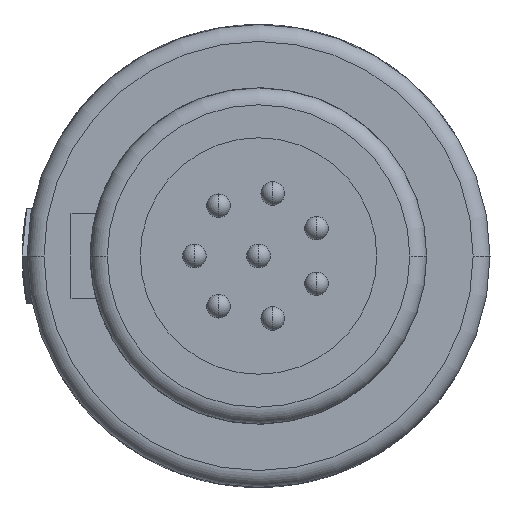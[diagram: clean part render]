
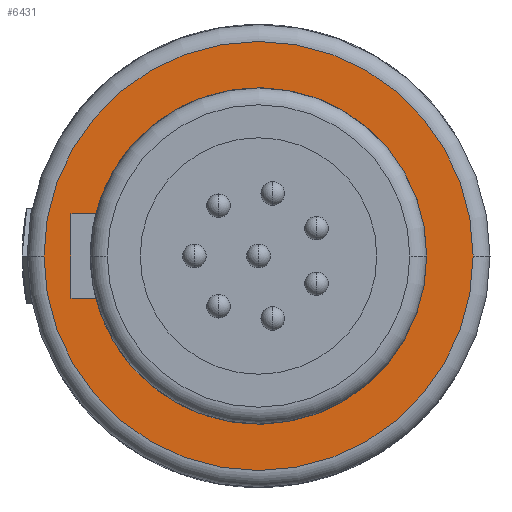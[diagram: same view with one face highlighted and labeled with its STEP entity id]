
A CAD part, left-side view. The second image highlights one B-rep face of the part: STEP entity #6431.
In plain terms, the highlighted planar face has unit normal (-1, 0, 0).
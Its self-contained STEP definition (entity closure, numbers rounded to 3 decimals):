
#1902=CARTESIAN_POINT('',(-6.7,0.,0.));
#1903=DIRECTION('',(-1.,0.,0.));
#1904=DIRECTION('',(0.,-1.,0.));
#1905=AXIS2_PLACEMENT_3D('',#1902,#1903,#1904);
#1907=CARTESIAN_POINT('',(-6.7,0.,0.));
#1908=DIRECTION('',(-1.,0.,0.));
#1909=DIRECTION('',(0.,1.,0.));
#1910=AXIS2_PLACEMENT_3D('',#1907,#1908,#1909);
#1912=DIRECTION('',(0.,1.,0.));
#1913=VECTOR('',#1912,0.735);
#1914=CARTESIAN_POINT('',(-6.7,4.815,-1.25));
#1915=LINE('',#1914,#1913);
#1916=DIRECTION('',(0.,1.,0.));
#1917=VECTOR('',#1916,0.735);
#1918=CARTESIAN_POINT('',(-6.7,4.815,1.25));
#1919=LINE('',#1918,#1917);
#1920=DIRECTION('',(0.,0.,1.));
#1921=VECTOR('',#1920,2.5);
#1922=CARTESIAN_POINT('',(-6.7,5.55,-1.25));
#1923=LINE('',#1922,#1921);
#1953=CARTESIAN_POINT('',(-6.7,0.,0.));
#1954=DIRECTION('',(1.,0.,0.));
#1955=DIRECTION('',(0.,0.968,0.251));
#1956=AXIS2_PLACEMENT_3D('',#1953,#1954,#1955);
#1990=CARTESIAN_POINT('',(-6.7,0.,0.));
#1991=DIRECTION('',(-1.,0.,0.));
#1992=DIRECTION('',(0.,0.968,-0.251));
#1993=AXIS2_PLACEMENT_3D('',#1990,#1991,#1992);
#3362=CARTESIAN_POINT('',(-6.7,-6.35,0.));
#3363=CARTESIAN_POINT('',(-6.7,6.35,0.));
#3364=VERTEX_POINT('',#3362);
#3365=VERTEX_POINT('',#3363);
#3378=CARTESIAN_POINT('',(-6.7,-4.975,0.));
#3379=VERTEX_POINT('',#3378);
#3794=CARTESIAN_POINT('',(-6.7,5.55,-1.25));
#3795=VERTEX_POINT('',#3794);
#3798=CARTESIAN_POINT('',(-6.7,5.55,1.25));
#3799=VERTEX_POINT('',#3798);
#3910=CARTESIAN_POINT('',(-6.7,4.815,-1.25));
#3911=VERTEX_POINT('',#3910);
#3912=CARTESIAN_POINT('',(-6.7,4.815,1.25));
#3913=VERTEX_POINT('',#3912);
#6409=CARTESIAN_POINT('',(-6.7,0.,0.));
#6410=DIRECTION('',(1.,0.,0.));
#6411=DIRECTION('',(0.,-1.,0.));
#6412=AXIS2_PLACEMENT_3D('',#6409,#6410,#6411);
#6413=PLANE('',#6412);
#6415=ORIENTED_EDGE('',*,*,#6414,.F.);
#6416=ORIENTED_EDGE('',*,*,#6392,.F.);
#6417=EDGE_LOOP('',(#6415,#6416));
#6418=FACE_OUTER_BOUND('',#6417,.F.);
#6420=ORIENTED_EDGE('',*,*,#6419,.F.);
#6422=ORIENTED_EDGE('',*,*,#6421,.T.);
#6424=ORIENTED_EDGE('',*,*,#6423,.F.);
#6426=ORIENTED_EDGE('',*,*,#6425,.T.);
#6428=ORIENTED_EDGE('',*,*,#6427,.F.);
#6429=EDGE_LOOP('',(#6420,#6422,#6424,#6426,#6428));
#6430=FACE_BOUND('',#6429,.F.);
#1906=CIRCLE('',#1905,6.35);
#1911=CIRCLE('',#1910,6.35);
#1957=CIRCLE('',#1956,4.975);
#1994=CIRCLE('',#1993,4.975);
#6392=EDGE_CURVE('',#3365,#3364,#1911,.T.);
#6414=EDGE_CURVE('',#3364,#3365,#1906,.T.);
#6419=EDGE_CURVE('',#3911,#3795,#1915,.T.);
#6421=EDGE_CURVE('',#3911,#3379,#1994,.T.);
#6423=EDGE_CURVE('',#3913,#3379,#1957,.T.);
#6425=EDGE_CURVE('',#3913,#3799,#1919,.T.);
#6427=EDGE_CURVE('',#3795,#3799,#1923,.T.);
#6431=ADVANCED_FACE('',(#6418,#6430),#6413,.F.);
